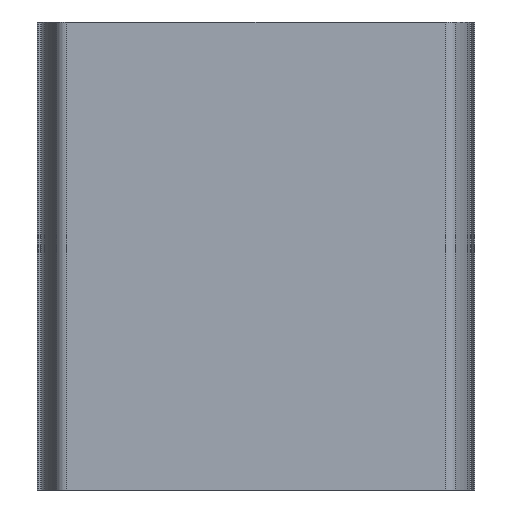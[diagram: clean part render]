
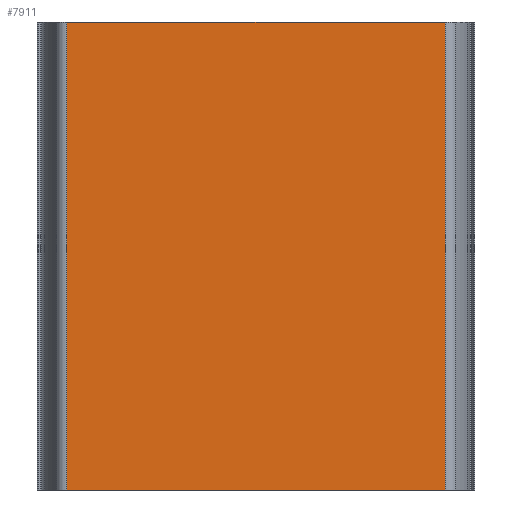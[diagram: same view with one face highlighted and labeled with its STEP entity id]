
A CAD part, front view. The second image highlights one B-rep face of the part: STEP entity #7911.
In plain terms, the highlighted planar face has unit normal (0, -1, 0).
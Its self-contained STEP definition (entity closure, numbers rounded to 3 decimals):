
#682=CARTESIAN_POINT('',(80.801,-26.3,-100.0));
#683=VERTEX_POINT('',#682);
#691=CARTESIAN_POINT('',(-80.801,-26.3,-100.0));
#692=VERTEX_POINT('',#691);
#693=CARTESIAN_POINT('',(-80.801,-26.3,-100.0));
#694=DIRECTION('',(1.0,0.0,0.0));
#695=VECTOR('',#694,161.601);
#696=LINE('',#693,#695);
#697=EDGE_CURVE('',#692,#683,#696,.T.);
#2715=CARTESIAN_POINT('',(-80.801,-26.3,100.0));
#2716=VERTEX_POINT('',#2715);
#2724=CARTESIAN_POINT('',(80.801,-26.3,100.0));
#2725=VERTEX_POINT('',#2724);
#2726=CARTESIAN_POINT('',(80.801,-26.3,100.0));
#2727=DIRECTION('',(-1.0,0.0,0.0));
#2728=VECTOR('',#2727,161.601);
#2729=LINE('',#2726,#2728);
#2730=EDGE_CURVE('',#2725,#2716,#2729,.T.);
#7739=CARTESIAN_POINT('',(80.801,-26.3,100.0));
#7740=DIRECTION('',(0.0,0.0,-1.0));
#7741=VECTOR('',#7740,200.0);
#7742=LINE('',#7739,#7741);
#7743=EDGE_CURVE('',#2725,#683,#7742,.T.);
#7766=CARTESIAN_POINT('',(-80.801,-26.3,-100.0));
#7767=DIRECTION('',(0.0,0.0,1.0));
#7768=VECTOR('',#7767,200.0);
#7769=LINE('',#7766,#7768);
#7770=EDGE_CURVE('',#692,#2716,#7769,.T.);
#7900=CARTESIAN_POINT('',(83.845,-26.3,0.0));
#7901=DIRECTION('',(0.0,-1.0,0.0));
#7902=DIRECTION('',(0.0,0.0,-1.0));
#7903=AXIS2_PLACEMENT_3D('',#7900,#7901,#7902);
#7904=PLANE('',#7903);
#7905=ORIENTED_EDGE('',*,*,#7743,.F.);
#7906=ORIENTED_EDGE('',*,*,#2730,.T.);
#7907=ORIENTED_EDGE('',*,*,#7770,.F.);
#7908=ORIENTED_EDGE('',*,*,#697,.T.);
#7909=EDGE_LOOP('',(#7905,#7906,#7907,#7908));
#7910=FACE_OUTER_BOUND('',#7909,.T.);
#7911=ADVANCED_FACE('',(#7910),#7904,.T.);
